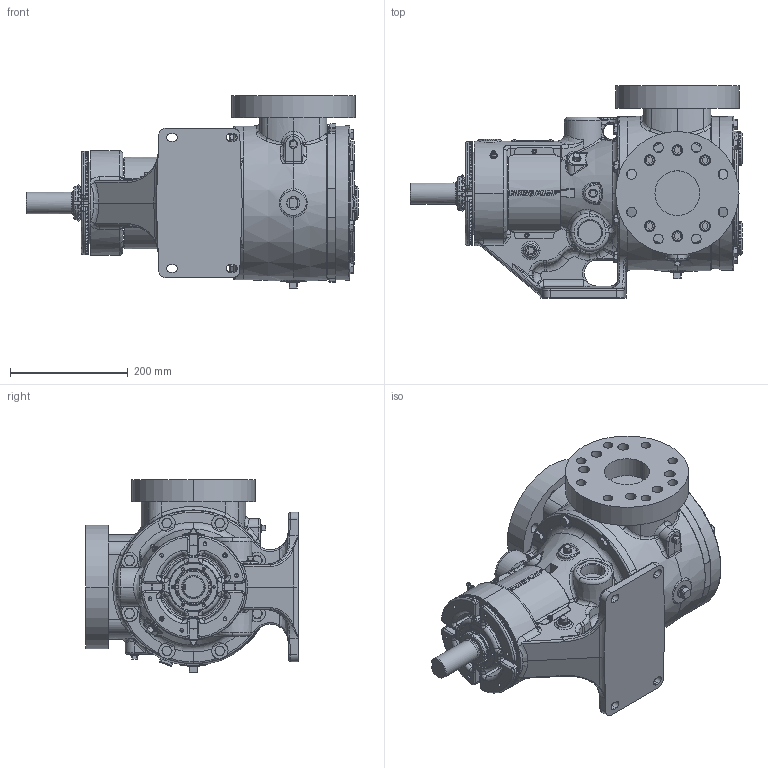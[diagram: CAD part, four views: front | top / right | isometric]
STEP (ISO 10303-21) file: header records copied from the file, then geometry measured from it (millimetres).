
FILE_DESCRIPTION (( 'STEP AP214' ), '1' );
FILE_NAME ('LV-4811.step', '2025-12-05T04:23:20', ( '' ), ( '' ), 'SwSTEP 2.0', 'SolidWorks 2024', '' );
FILE_SCHEMA (( 'AUTOMOTIVE_DESIGN' ));
Length unit declared in the file: inch
Products named in the file (1): LV-4811
Bounding box: 563.88 x 360.36 x 327.72 mm (x, y, z)
Volume: 19800065 mm3; surface area: 962257.9 mm2
Topology: 1 solids, 1 shells, 4472 faces, 11477 edges, 7185 vertices
Faces by surface type: plane 1501, bspline 1293, cylinder 868, cone 646, torus 110, sphere 54
Entity records: 200380 total; most frequent: CARTESIAN_POINT 102027, ORIENTED_EDGE 22764, DIRECTION 16963, EDGE_CURVE 11382, VERTEX_POINT 7182, AXIS2_PLACEMENT_3D 6217, EDGE_LOOP 4796, VECTOR 4529
